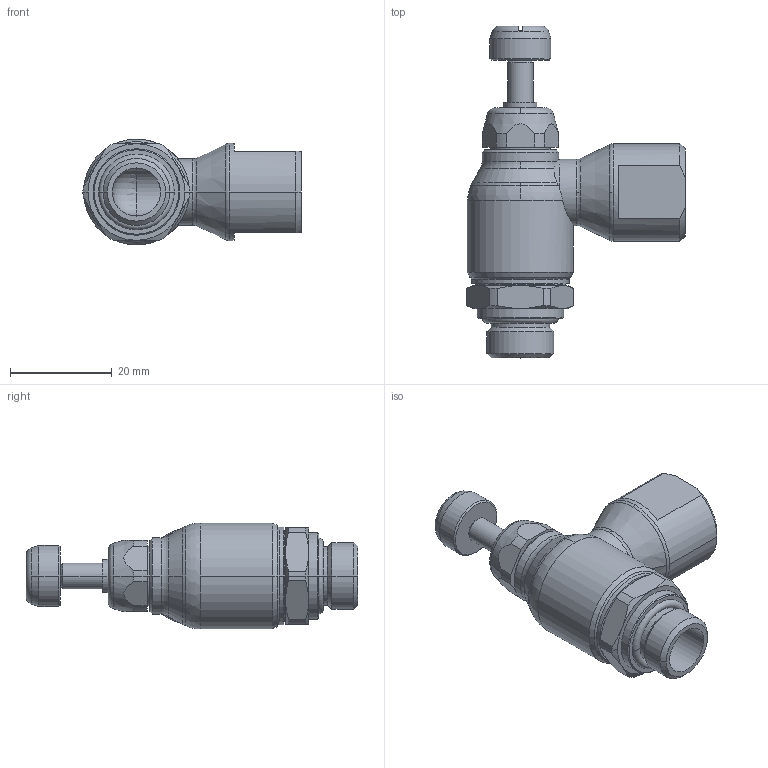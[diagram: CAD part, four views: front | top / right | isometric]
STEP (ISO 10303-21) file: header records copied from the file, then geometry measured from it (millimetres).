
FILE_DESCRIPTION(('STEP AP214'),'1');
FILE_NAME('7111_13_13.stp','2016-07-07T14:55:40',('TraceParts'),('TraceParts S.A.'),'Spatial InterOp 3D',' ',' ');
FILE_SCHEMA(('automotive_design'));
Length unit declared in the file: millimetre
Products named in the file (1): 1
Bounding box: 42.84 x 65.2 x 20.82 mm (x, y, z)
Volume: 13502.6 mm3; surface area: 7449.8 mm2
Topology: 1 solids, 1 shells, 151 faces, 368 edges, 228 vertices
Faces by surface type: cylinder 48, cone 46, plane 34, torus 21, sphere 2
Entity records: 4708 total; most frequent: CARTESIAN_POINT 1112, DIRECTION 823, ORIENTED_EDGE 732, EDGE_CURVE 366, AXIS2_PLACEMENT_3D 357, VERTEX_POINT 228, CIRCLE 203, EDGE_LOOP 164
